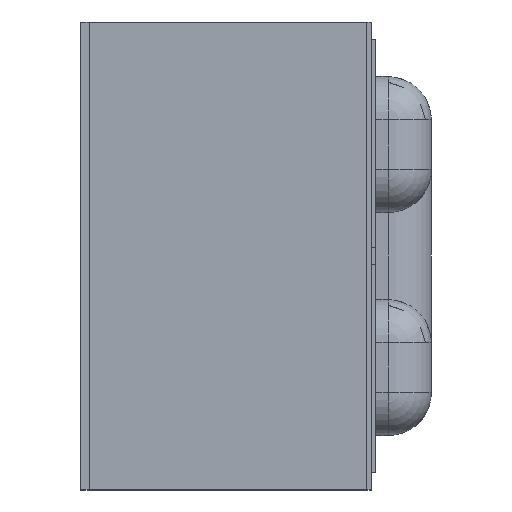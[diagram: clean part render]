
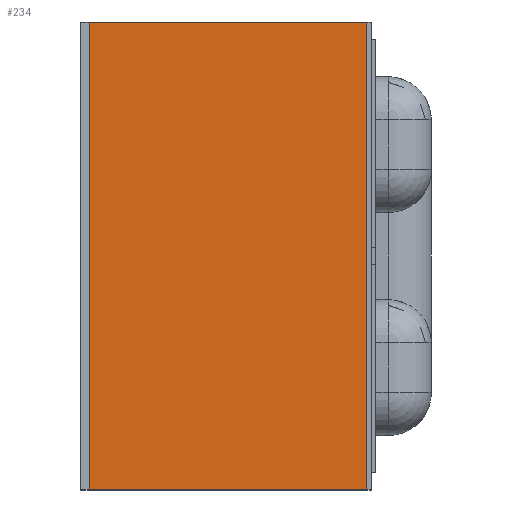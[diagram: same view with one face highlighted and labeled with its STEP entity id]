
A CAD part, left-side view. The second image highlights one B-rep face of the part: STEP entity #234.
In plain terms, the highlighted planar face has unit normal (-1, 0, 0).
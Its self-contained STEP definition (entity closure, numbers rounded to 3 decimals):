
#108 = CARTESIAN_POINT ( 'NONE',  ( -0.851, 0.15, 0.543 ) ) ;
#234 = ADVANCED_FACE ( 'NONE', ( #1610 ), #248, .T. ) ;
#248 = PLANE ( 'NONE',  #321 ) ;
#282 = ORIENTED_EDGE ( 'NONE', *, *, #2359, .T. ) ;
#321 = AXIS2_PLACEMENT_3D ( 'NONE', #2740, #451, #702 ) ;
#444 = CARTESIAN_POINT ( 'NONE',  ( -0.851, 0.15, 0.543 ) ) ;
#451 = DIRECTION ( 'NONE',  ( -1., 0., 0. ) ) ;
#470 = ORIENTED_EDGE ( 'NONE', *, *, #698, .F. ) ;
#572 = CARTESIAN_POINT ( 'NONE',  ( -0.851, 0.795, 0.543 ) ) ;
#594 = VERTEX_POINT ( 'NONE', #444 ) ;
#599 = DIRECTION ( 'NONE',  ( 0., 0., 1. ) ) ;
#643 = CARTESIAN_POINT ( 'NONE',  ( -0.851, 0.15, 0.543 ) ) ;
#680 = LINE ( 'NONE', #1240, #2053 ) ;
#698 = EDGE_CURVE ( 'NONE', #784, #1138, #680, .T. ) ;
#702 = DIRECTION ( 'NONE',  ( 0., 0., 1. ) ) ;
#784 = VERTEX_POINT ( 'NONE', #2034 ) ;
#909 = LINE ( 'NONE', #572, #1288 ) ;
#968 = EDGE_LOOP ( 'NONE', ( #2898, #470, #2638, #282 ) ) ;
#1044 = DIRECTION ( 'NONE',  ( 0., 0., 1. ) ) ;
#1113 = VECTOR ( 'NONE', #599, 1000. ) ;
#1138 = VERTEX_POINT ( 'NONE', #1656 ) ;
#1240 = CARTESIAN_POINT ( 'NONE',  ( -0.851, 0.15, -0.543 ) ) ;
#1288 = VECTOR ( 'NONE', #1044, 1000. ) ;
#1292 = CARTESIAN_POINT ( 'NONE',  ( -0.851, 0.795, 0.543 ) ) ;
#1562 = LINE ( 'NONE', #108, #1113 ) ;
#1610 = FACE_OUTER_BOUND ( 'NONE', #968, .T. ) ;
#1656 = CARTESIAN_POINT ( 'NONE',  ( -0.851, 0.795, -0.543 ) ) ;
#1800 = EDGE_CURVE ( 'NONE', #1138, #2419, #909, .T. ) ;
#1999 = DIRECTION ( 'NONE',  ( 0., 1., 0. ) ) ;
#2004 = DIRECTION ( 'NONE',  ( 0., 1., 0. ) ) ;
#2034 = CARTESIAN_POINT ( 'NONE',  ( -0.851, 0.15, -0.543 ) ) ;
#2053 = VECTOR ( 'NONE', #2004, 1000. ) ;
#2184 = VECTOR ( 'NONE', #1999, 1000. ) ;
#2290 = EDGE_CURVE ( 'NONE', #784, #594, #1562, .T. ) ;
#2359 = EDGE_CURVE ( 'NONE', #594, #2419, #2796, .T. ) ;
#2419 = VERTEX_POINT ( 'NONE', #1292 ) ;
#2638 = ORIENTED_EDGE ( 'NONE', *, *, #2290, .T. ) ;
#2740 = CARTESIAN_POINT ( 'NONE',  ( -0.851, 0.15, 0.543 ) ) ;
#2796 = LINE ( 'NONE', #643, #2184 ) ;
#2898 = ORIENTED_EDGE ( 'NONE', *, *, #1800, .F. ) ;
